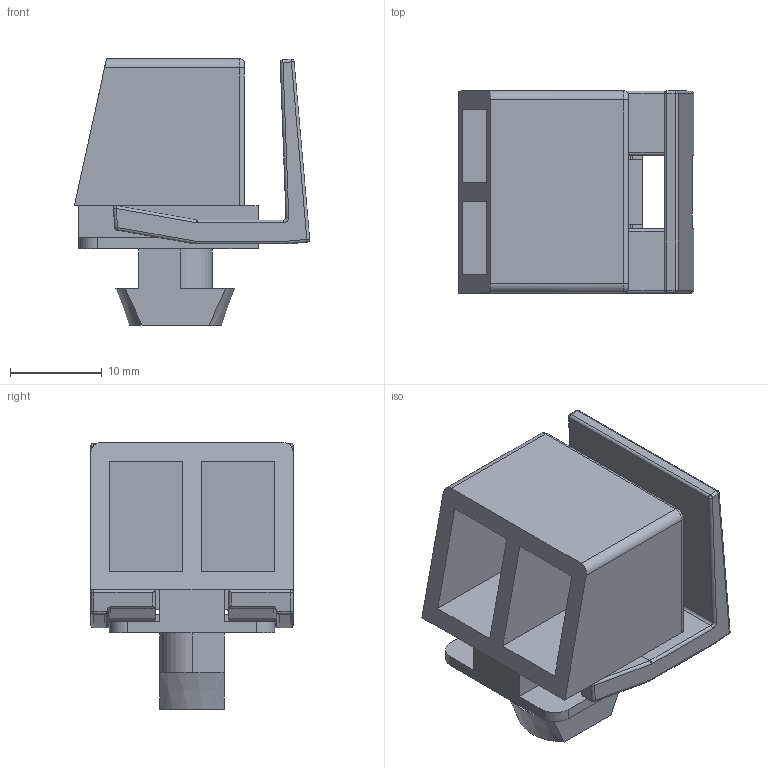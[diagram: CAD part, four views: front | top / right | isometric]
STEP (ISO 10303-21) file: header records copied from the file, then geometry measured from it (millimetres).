
FILE_DESCRIPTION((''),'2;1');
FILE_NAME('623032.ipt.stp','2010-09-05T12:23:04',(''),(''),'Autodesk Inventor 2010','Autodesk Inventor 2010','');
FILE_SCHEMA(('AUTOMOTIVE_DESIGN { 1 0 10303 214 1 1 1 1 }'));
Length unit declared in the file: millimetre
Products named in the file (1): 623032
Bounding box: 25.6 x 22 x 29 mm (x, y, z)
Volume: 5896.1 mm3; surface area: 5998.2 mm2
Topology: 2 solids, 2 shells, 225 faces, 596 edges, 364 vertices
Faces by surface type: plane 96, cylinder 60, bspline 45, sphere 14, torus 8, cone 2
Entity records: 7205 total; most frequent: CARTESIAN_POINT 1523, ORIENTED_EDGE 1164, DIRECTION 1070, EDGE_CURVE 582, VECTOR 436, LINE 436, VERTEX_POINT 364, AXIS2_PLACEMENT_3D 317
